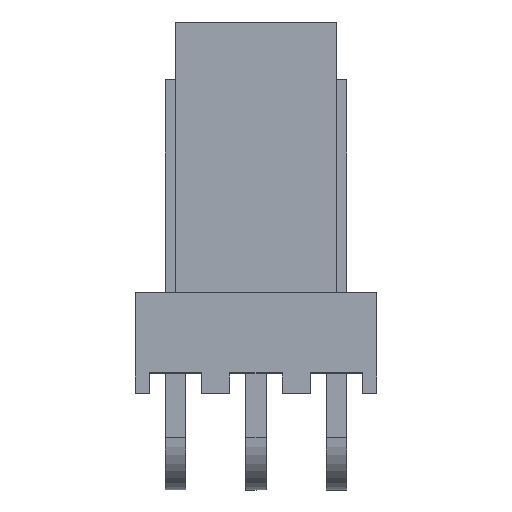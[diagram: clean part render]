
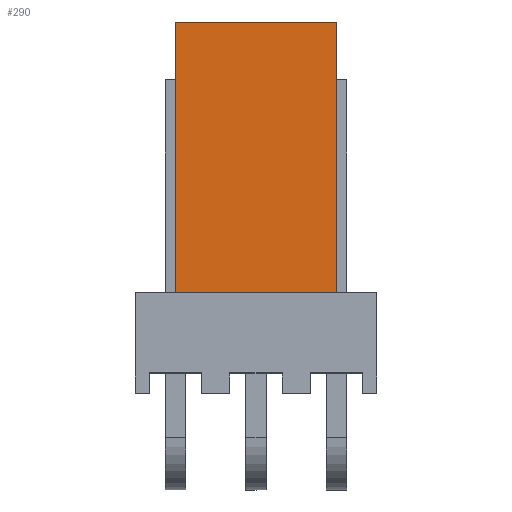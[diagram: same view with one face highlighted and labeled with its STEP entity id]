
A CAD part, top view. The second image highlights one B-rep face of the part: STEP entity #290.
In plain terms, the highlighted planar face has unit normal (0, 0, 1).
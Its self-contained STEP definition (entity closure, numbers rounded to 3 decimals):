
#234=CARTESIAN_POINT('',(-2.54,14.42,5.842));
#235=VERTEX_POINT('',#234);
#242=CARTESIAN_POINT('',(2.54,14.42,5.842));
#243=VERTEX_POINT('',#242);
#244=CARTESIAN_POINT('',(2.54,14.42,5.842));
#245=DIRECTION('',(-1.0,0.0,0.0));
#246=VECTOR('',#245,5.08);
#247=LINE('',#244,#246);
#248=EDGE_CURVE('',#243,#235,#247,.T.);
#260=CARTESIAN_POINT('',(2.54,14.42,5.842));
#261=DIRECTION('',(0.0,0.0,1.0));
#262=DIRECTION('',(1.0,0.0,0.0));
#263=AXIS2_PLACEMENT_3D('',#260,#261,#262);
#264=PLANE('',#263);
#265=CARTESIAN_POINT('',(-2.54,5.895,5.842));
#266=VERTEX_POINT('',#265);
#267=CARTESIAN_POINT('',(-2.54,14.42,5.842));
#268=DIRECTION('',(0.0,-1.0,0.0));
#269=VECTOR('',#268,8.525);
#270=LINE('',#267,#269);
#271=EDGE_CURVE('',#235,#266,#270,.T.);
#272=ORIENTED_EDGE('',*,*,#271,.T.);
#273=CARTESIAN_POINT('',(2.54,5.895,5.842));
#274=VERTEX_POINT('',#273);
#275=CARTESIAN_POINT('',(2.54,5.895,5.842));
#276=DIRECTION('',(-1.0,0.0,0.0));
#277=VECTOR('',#276,5.08);
#278=LINE('',#275,#277);
#279=EDGE_CURVE('',#274,#266,#278,.T.);
#280=ORIENTED_EDGE('',*,*,#279,.F.);
#281=CARTESIAN_POINT('',(2.54,14.42,5.842));
#282=DIRECTION('',(0.0,-1.0,0.0));
#283=VECTOR('',#282,8.525);
#284=LINE('',#281,#283);
#285=EDGE_CURVE('',#243,#274,#284,.T.);
#286=ORIENTED_EDGE('',*,*,#285,.F.);
#287=ORIENTED_EDGE('',*,*,#248,.T.);
#288=EDGE_LOOP('',(#272,#280,#286,#287));
#289=FACE_OUTER_BOUND('',#288,.T.);
#290=ADVANCED_FACE('',(#289),#264,.T.);
